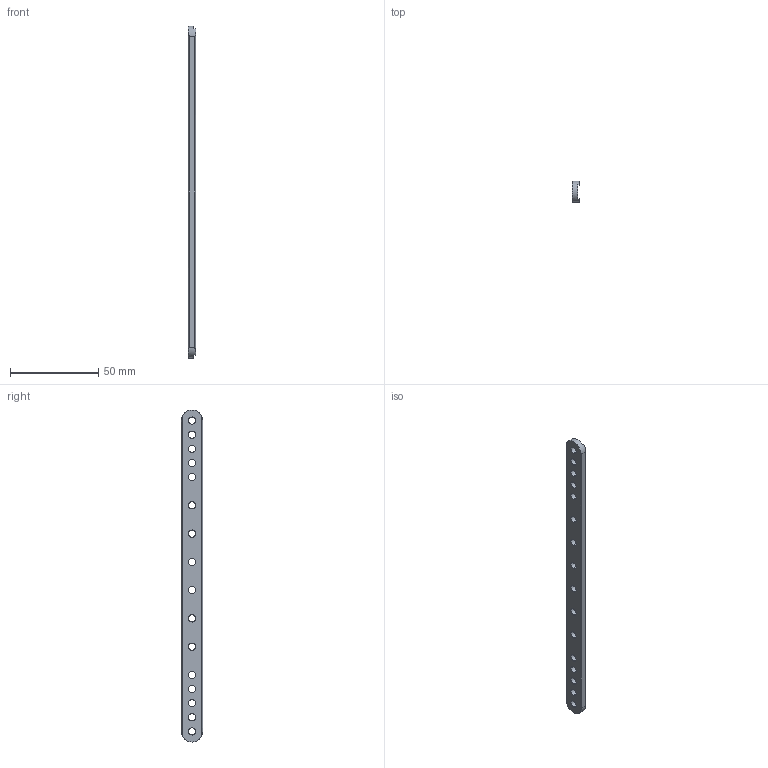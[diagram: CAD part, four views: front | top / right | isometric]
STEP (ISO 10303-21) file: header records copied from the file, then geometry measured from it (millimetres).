
FILE_DESCRIPTION (( 'STEP AP214' ), '1' );
FILE_NAME ('Beam0412-188µ¥¿×Áº.step', '2016-10-28T04:04:21', ( 'dell' ), ( '' ), 'SwSTEP 2.0', 'SolidWorks 2013', '' );
FILE_SCHEMA (( 'AUTOMOTIVE_DESIGN' ));
Length unit declared in the file: millimetre
Products named in the file (1): Beam0412-188等謂褽
Bounding box: 4 x 12 x 188 mm (x, y, z)
Volume: 6729 mm3; surface area: 6372 mm2
Topology: 1 solids, 1 shells, 49 faces, 141 edges, 94 vertices
Faces by surface type: cylinder 41, plane 8
Entity records: 1813 total; most frequent: CARTESIAN_POINT 375, DIRECTION 303, ORIENTED_EDGE 282, EDGE_CURVE 141, AXIS2_PLACEMENT_3D 124, VERTEX_POINT 94, EDGE_LOOP 81, CIRCLE 74
